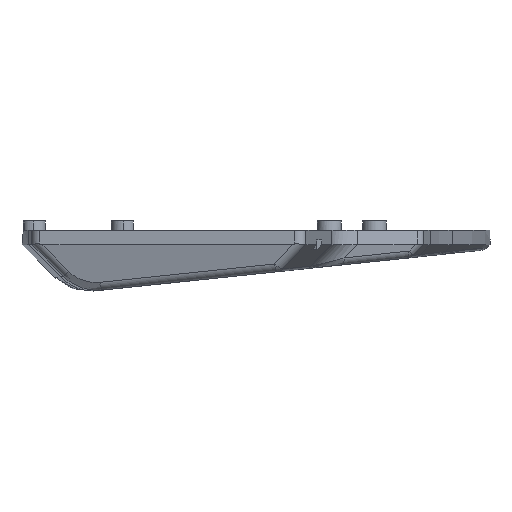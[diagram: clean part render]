
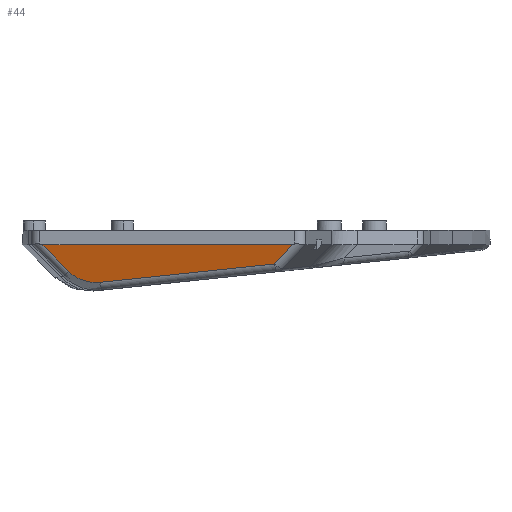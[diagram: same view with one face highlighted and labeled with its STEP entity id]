
A CAD part, left-side view. The second image highlights one B-rep face of the part: STEP entity #44.
In plain terms, the highlighted planar face has unit normal (-0.97, 0.171, -0.171).
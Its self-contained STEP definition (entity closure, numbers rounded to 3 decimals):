
#44=ADVANCED_FACE('',(#276),#3292,.T.);
#276=FACE_OUTER_BOUND('',#504,.T.);
#504=EDGE_LOOP('',(#798,#799,#800,#801,#802));
#798=ORIENTED_EDGE('',*,*,#1951,.T.);
#799=ORIENTED_EDGE('',*,*,#2000,.T.);
#800=ORIENTED_EDGE('',*,*,#1866,.T.);
#801=ORIENTED_EDGE('',*,*,#1965,.T.);
#802=ORIENTED_EDGE('',*,*,#2025,.T.);
#1866=EDGE_CURVE('',#2962,#2963,#2375,.T.);
#1951=EDGE_CURVE('',#2960,#2961,#2715,.T.);
#1965=EDGE_CURVE('',#2963,#2964,#2425,.T.);
#2000=EDGE_CURVE('',#2961,#2962,#2759,.T.);
#2025=EDGE_CURVE('',#2964,#2960,#2775,.T.);
#2375=B_SPLINE_CURVE_WITH_KNOTS('',1,(#5563,#5564),.UNSPECIFIED.,.F.,.F.,
(2,2),(0.,53.728),.UNSPECIFIED.);
#2425=B_SPLINE_CURVE_WITH_KNOTS('',1,(#5931,#5932),.UNSPECIFIED.,.F.,.F.,
(2,2),(-7.974,0.),.UNSPECIFIED.);
#2715=(
BOUNDED_CURVE()
B_SPLINE_CURVE(1,(#5866,#5867),.UNSPECIFIED.,.F.,.F.)
B_SPLINE_CURVE_WITH_KNOTS((2,2),(-37.688,0.),.UNSPECIFIED.)
CURVE()
GEOMETRIC_REPRESENTATION_ITEM()
RATIONAL_B_SPLINE_CURVE((1.,1.))
REPRESENTATION_ITEM('')
);
#2759=(
BOUNDED_CURVE()
B_SPLINE_CURVE(1,(#6054,#6055),.UNSPECIFIED.,.F.,.F.)
B_SPLINE_CURVE_WITH_KNOTS((2,2),(-5.764,0.),.UNSPECIFIED.)
CURVE()
GEOMETRIC_REPRESENTATION_ITEM()
RATIONAL_B_SPLINE_CURVE((1.,1.))
REPRESENTATION_ITEM('')
);
#2775=(
BOUNDED_CURVE()
B_SPLINE_CURVE(3,(#6180,#6181,#6182,#6183,#6184),.UNSPECIFIED.,.F.,.F.)
B_SPLINE_CURVE_WITH_KNOTS((4,1,4),(-7.323,-3.707,
0.),.UNSPECIFIED.)
CURVE()
GEOMETRIC_REPRESENTATION_ITEM()
RATIONAL_B_SPLINE_CURVE((1.,1.,1.,1.,1.))
REPRESENTATION_ITEM('')
);
#2960=VERTEX_POINT('',#5029);
#2961=VERTEX_POINT('',#5030);
#2962=VERTEX_POINT('',#5031);
#2963=VERTEX_POINT('',#5032);
#2964=VERTEX_POINT('',#5033);
#3292=PLANE('',#3571);
#3571=AXIS2_PLACEMENT_3D('',#4662,#3739,$);
#3739=DIRECTION('',(-0.97,0.171,-0.171));
#4662=CARTESIAN_POINT('',(-102.88,57.771,-7.07));
#5029=CARTESIAN_POINT('',(-105.025,45.731,-6.943));
#5030=CARTESIAN_POINT('',(-112.196,8.933,-3.076));
#5031=CARTESIAN_POINT('',(-113.589,5.103,1.));
#5032=CARTESIAN_POINT('',(-104.26,58.015,1.));
#5033=CARTESIAN_POINT('',(-104.26,52.376,-4.639));
#5563=CARTESIAN_POINT('',(-113.589,5.103,1.));
#5564=CARTESIAN_POINT('',(-104.26,58.015,1.));
#5866=CARTESIAN_POINT('',(-105.025,45.731,-6.943));
#5867=CARTESIAN_POINT('',(-112.196,8.933,-3.076));
#5931=CARTESIAN_POINT('',(-104.26,58.015,1.));
#5932=CARTESIAN_POINT('',(-104.26,52.376,-4.639));
#6054=CARTESIAN_POINT('',(-112.196,8.933,-3.076));
#6055=CARTESIAN_POINT('',(-113.589,5.103,1.));
#6180=CARTESIAN_POINT('',(-104.26,52.376,-4.639));
#6181=CARTESIAN_POINT('',(-104.259,51.525,-5.493));
#6182=CARTESIAN_POINT('',(-104.404,49.394,-6.804));
#6183=CARTESIAN_POINT('',(-104.79,46.936,-7.071));
#6184=CARTESIAN_POINT('',(-105.025,45.731,-6.943));
